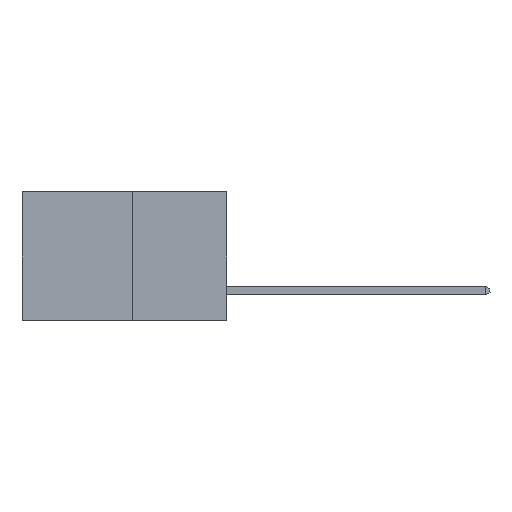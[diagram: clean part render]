
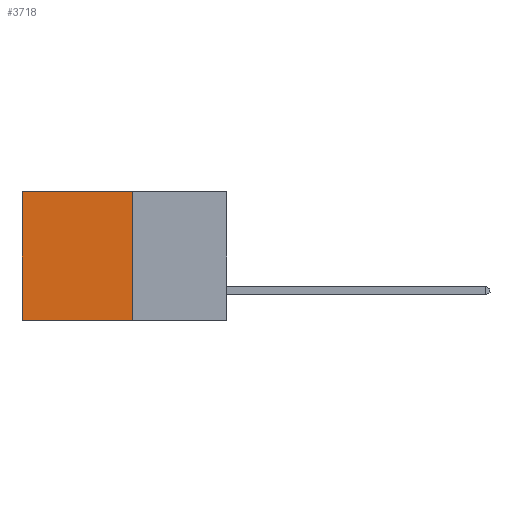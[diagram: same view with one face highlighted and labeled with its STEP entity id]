
A CAD part, left-side view. The second image highlights one B-rep face of the part: STEP entity #3718.
In plain terms, the highlighted planar face has unit normal (-1, 0, 0).
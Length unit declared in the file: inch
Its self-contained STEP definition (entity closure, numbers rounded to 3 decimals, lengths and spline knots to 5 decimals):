
#647 = ORIENTED_EDGE ( 'NONE', *, *, #8979, .F. ) ;
#1008 = VERTEX_POINT ( 'NONE', #2139 ) ;
#1232 = CARTESIAN_POINT ( 'NONE',  ( 0.277, 0.59, -0.37 ) ) ;
#1620 = CARTESIAN_POINT ( 'NONE',  ( 0.277, 0.27, -0.37 ) ) ;
#1667 = VECTOR ( 'NONE', #9913, 39.37008 ) ;
#2015 = EDGE_CURVE ( 'NONE', #1008, #5114, #3850, .T. ) ;
#2139 = CARTESIAN_POINT ( 'NONE',  ( 0.277, 0.59, 0. ) ) ;
#2819 = DIRECTION ( 'NONE',  ( 0., 0., -1. ) ) ;
#3438 = CARTESIAN_POINT ( 'NONE',  ( 0.277, 0.27, 0. ) ) ;
#3496 = CARTESIAN_POINT ( 'NONE',  ( 0.277, 0.27, 0. ) ) ;
#3588 = VECTOR ( 'NONE', #8570, 39.37008 ) ;
#3628 = CARTESIAN_POINT ( 'NONE',  ( 0.277, 0.59, -0.37 ) ) ;
#3718 = ADVANCED_FACE ( 'NONE', ( #6684 ), #10537, .F. ) ;
#3850 = LINE ( 'NONE', #1232, #3588 ) ;
#4233 = CARTESIAN_POINT ( 'NONE',  ( 0.277, 0.27, -0.37 ) ) ;
#4983 = DIRECTION ( 'NONE',  ( 0., 1., 0. ) ) ;
#5114 = VERTEX_POINT ( 'NONE', #3628 ) ;
#5344 = CARTESIAN_POINT ( 'NONE',  ( 0.277, 0.27, -0.37 ) ) ;
#6228 = LINE ( 'NONE', #1620, #10438 ) ;
#6529 = ORIENTED_EDGE ( 'NONE', *, *, #7653, .T. ) ;
#6625 = VERTEX_POINT ( 'NONE', #3496 ) ;
#6684 = FACE_OUTER_BOUND ( 'NONE', #8734, .T. ) ;
#6858 = AXIS2_PLACEMENT_3D ( 'NONE', #10516, #10505, #10483 ) ;
#7438 = VECTOR ( 'NONE', #2819, 39.37008 ) ;
#7653 = EDGE_CURVE ( 'NONE', #6625, #1008, #7936, .T. ) ;
#7932 = ORIENTED_EDGE ( 'NONE', *, *, #2015, .T. ) ;
#7936 = LINE ( 'NONE', #3438, #1667 ) ;
#8570 = DIRECTION ( 'NONE',  ( 0., 0., -1. ) ) ;
#8660 = EDGE_CURVE ( 'NONE', #10665, #5114, #6228, .T. ) ;
#8734 = EDGE_LOOP ( 'NONE', ( #7932, #10578, #647, #6529 ) ) ;
#8979 = EDGE_CURVE ( 'NONE', #6625, #10665, #9551, .T. ) ;
#9551 = LINE ( 'NONE', #5344, #7438 ) ;
#9913 = DIRECTION ( 'NONE',  ( 0., 1., 0. ) ) ;
#10438 = VECTOR ( 'NONE', #4983, 39.37008 ) ;
#10483 = DIRECTION ( 'NONE',  ( 0., 0., -1. ) ) ;
#10505 = DIRECTION ( 'NONE',  ( 1., 0., 0. ) ) ;
#10516 = CARTESIAN_POINT ( 'NONE',  ( 0.277, 0.27, -0.37 ) ) ;
#10537 = PLANE ( 'NONE',  #6858 ) ;
#10578 = ORIENTED_EDGE ( 'NONE', *, *, #8660, .F. ) ;
#10665 = VERTEX_POINT ( 'NONE', #4233 ) ;
